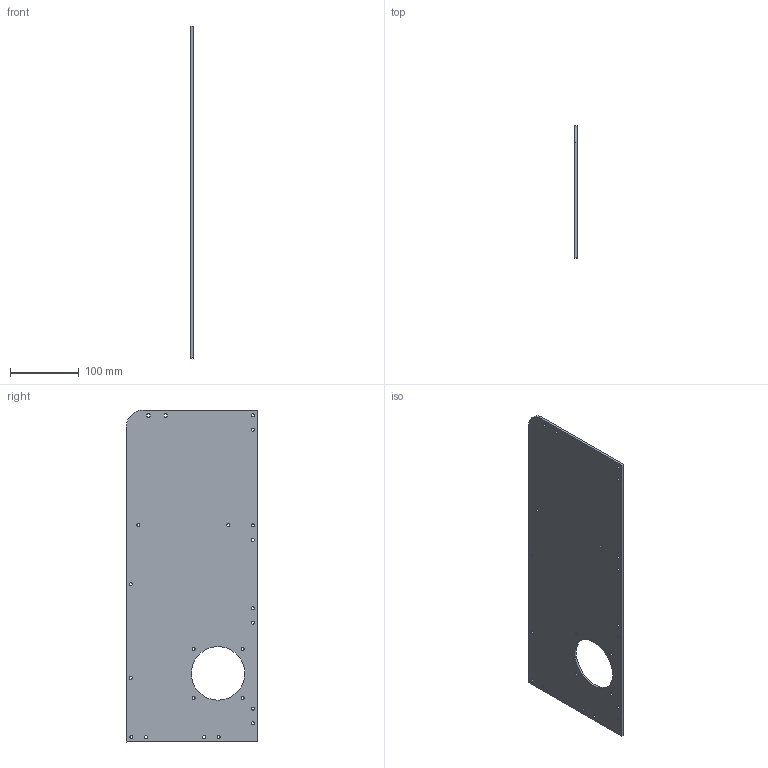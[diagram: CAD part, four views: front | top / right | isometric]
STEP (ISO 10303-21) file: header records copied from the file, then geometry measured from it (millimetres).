
FILE_DESCRIPTION(/* description */ (''),/* implementation_level */ '2;1');
FILE_NAME(/* name */ 'Left.step',/* time_stamp */ '2018-07-15T20:33:21+02:00',/* author */ (''),/* organization */ (''),/* preprocessor_version */ 'ST-DEVELOPER v17',/* originating_system */ 'Autodesk Translation Framework v7.1.0.215',/* authorisation */ '');
FILE_SCHEMA (('AUTOMOTIVE_DESIGN { 1 0 10303 214 3 1 1 }'));
Length unit declared in the file: millimetre
Products named in the file (1): FusionComponent
Bounding box: 3 x 192 x 484 mm (x, y, z)
Volume: 262980.2 mm3; surface area: 181019 mm2
Topology: 1 solids, 1 shells, 84 faces, 246 edges, 164 vertices
Faces by surface type: plane 62, cylinder 22
Full cylindrical faces by diameter (mm): 4.4 x20, 78 x1
Entity records: 2899 total; most frequent: CARTESIAN_POINT 495, ORIENTED_EDGE 492, DIRECTION 460, EDGE_CURVE 246, LINE 202, VECTOR 202, VERTEX_POINT 164, EDGE_LOOP 130
